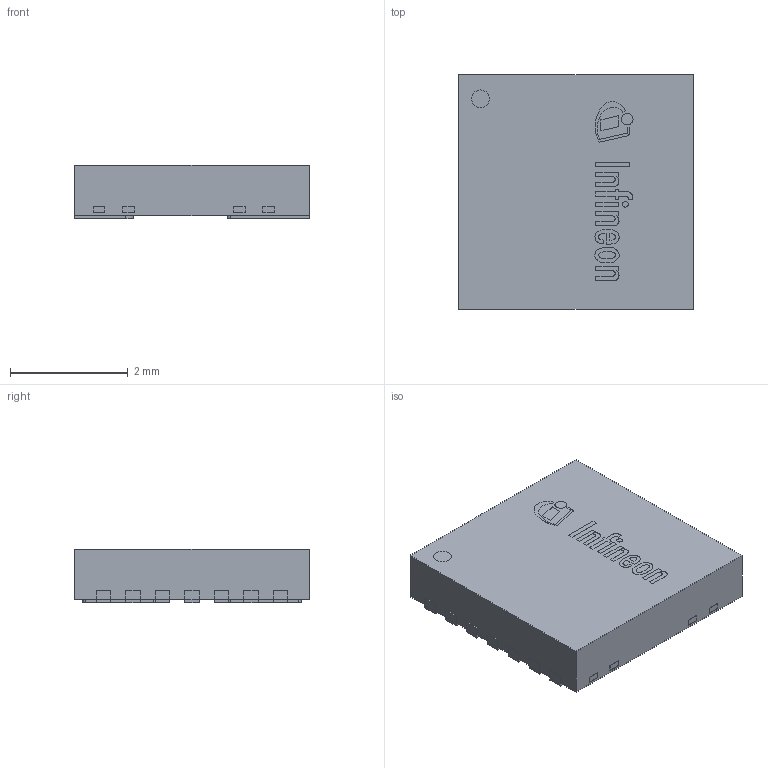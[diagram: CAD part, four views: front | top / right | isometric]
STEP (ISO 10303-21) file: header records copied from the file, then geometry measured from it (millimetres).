
FILE_DESCRIPTION(/* description */ (''),/* implementation_level */ '2;1');
FILE_NAME(/* name */ '1.stp',/* time_stamp */ '2024-06-11T19:38:12+05:30',/* author */ ('sivamani'),/* organization */ (''),/* preprocessor_version */ 'ST-DEVELOPER v19.2',/* originating_system */ 'AutoCAD Mechanical',/* authorisation */ '');
FILE_SCHEMA (('AUTOMOTIVE_DESIGN { 1 0 10303 214 3 1 1 }'));
Length unit declared in the file: millimetre
Products named in the file (1): Product
Bounding box: 4 x 4 x 0.9 mm (x, y, z)
Volume: 14.3 mm3; surface area: 61.8 mm2
Topology: 35 solids, 35 shells, 262 faces, 573 edges, 382 vertices
Faces by surface type: plane 219, cylinder 25, bspline 18
Full cylindrical faces by diameter (mm): 0.096 x1, 0.197 x1, 0.3 x2
Entity records: 7333 total; most frequent: CARTESIAN_POINT 1588, ORIENTED_EDGE 1146, DIRECTION 1077, EDGE_CURVE 573, LINE 487, VECTOR 487, VERTEX_POINT 382, AXIS2_PLACEMENT_3D 295
